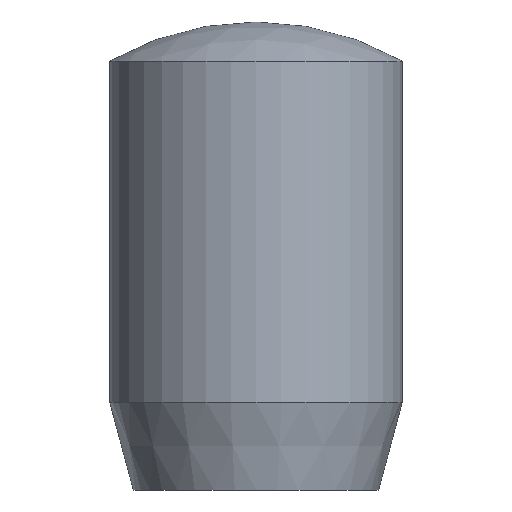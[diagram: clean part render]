
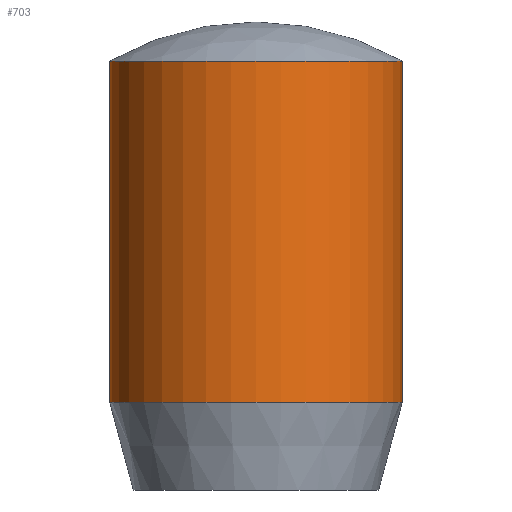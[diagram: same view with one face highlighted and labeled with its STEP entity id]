
A CAD part, front view. The second image highlights one B-rep face of the part: STEP entity #703.
In plain terms, the highlighted cylindrical face has radius 2.5 mm (diameter 5 mm), a partial arc.
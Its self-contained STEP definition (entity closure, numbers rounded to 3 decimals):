
#14 = FACE_OUTER_BOUND ( 'NONE', #535, .T. ) ;
#61 = ORIENTED_EDGE ( 'NONE', *, *, #411, .T. ) ;
#65 = DIRECTION ( 'NONE',  ( 0., 0., -1. ) ) ;
#69 = DIRECTION ( 'NONE',  ( 0., 0., 1. ) ) ;
#70 = ORIENTED_EDGE ( 'NONE', *, *, #85, .T. ) ;
#85 = EDGE_CURVE ( 'NONE', #319, #121, #760, .T. ) ;
#116 = LINE ( 'NONE', #351, #463 ) ;
#117 = VERTEX_POINT ( 'NONE', #157 ) ;
#121 = VERTEX_POINT ( 'NONE', #127 ) ;
#127 = CARTESIAN_POINT ( 'NONE',  ( -2.5, 0., 3.33 ) ) ;
#157 = CARTESIAN_POINT ( 'NONE',  ( -2.5, 0., -2.5 ) ) ;
#239 = AXIS2_PLACEMENT_3D ( 'NONE', #484, #69, #542 ) ;
#319 = VERTEX_POINT ( 'NONE', #648 ) ;
#351 = CARTESIAN_POINT ( 'NONE',  ( -2.5, 0., 4. ) ) ;
#371 = DIRECTION ( 'NONE',  ( 0., 0., -1. ) ) ;
#398 = EDGE_CURVE ( 'NONE', #117, #420, #790, .T. ) ;
#403 = EDGE_CURVE ( 'NONE', #319, #420, #482, .T. ) ;
#411 = EDGE_CURVE ( 'NONE', #121, #117, #116, .T. ) ;
#420 = VERTEX_POINT ( 'NONE', #675 ) ;
#425 = ORIENTED_EDGE ( 'NONE', *, *, #398, .T. ) ;
#438 = DIRECTION ( 'NONE',  ( -1., 0., 0. ) ) ;
#441 = AXIS2_PLACEMENT_3D ( 'NONE', #573, #371, #686 ) ;
#442 = DIRECTION ( 'NONE',  ( 0., 0., -1. ) ) ;
#448 = CARTESIAN_POINT ( 'NONE',  ( 0., 0., 3.33 ) ) ;
#463 = VECTOR ( 'NONE', #834, 1000. ) ;
#482 = LINE ( 'NONE', #607, #770 ) ;
#484 = CARTESIAN_POINT ( 'NONE',  ( 0., 0., -2.5 ) ) ;
#524 = CYLINDRICAL_SURFACE ( 'NONE', #441, 2.5 ) ;
#535 = EDGE_LOOP ( 'NONE', ( #679, #70, #61, #425 ) ) ;
#542 = DIRECTION ( 'NONE',  ( 1., 0., 0. ) ) ;
#573 = CARTESIAN_POINT ( 'NONE',  ( 0., 0., 4. ) ) ;
#607 = CARTESIAN_POINT ( 'NONE',  ( 2.5, 0., 4. ) ) ;
#648 = CARTESIAN_POINT ( 'NONE',  ( 2.5, 0., 3.33 ) ) ;
#675 = CARTESIAN_POINT ( 'NONE',  ( 2.5, 0., -2.5 ) ) ;
#679 = ORIENTED_EDGE ( 'NONE', *, *, #403, .F. ) ;
#686 = DIRECTION ( 'NONE',  ( -1., 0., 0. ) ) ;
#703 = ADVANCED_FACE ( 'NONE', ( #14 ), #524, .T. ) ;
#760 = CIRCLE ( 'NONE', #810, 2.5 ) ;
#770 = VECTOR ( 'NONE', #65, 1000. ) ;
#790 = CIRCLE ( 'NONE', #239, 2.5 ) ;
#810 = AXIS2_PLACEMENT_3D ( 'NONE', #448, #442, #438 ) ;
#834 = DIRECTION ( 'NONE',  ( 0., 0., -1. ) ) ;
